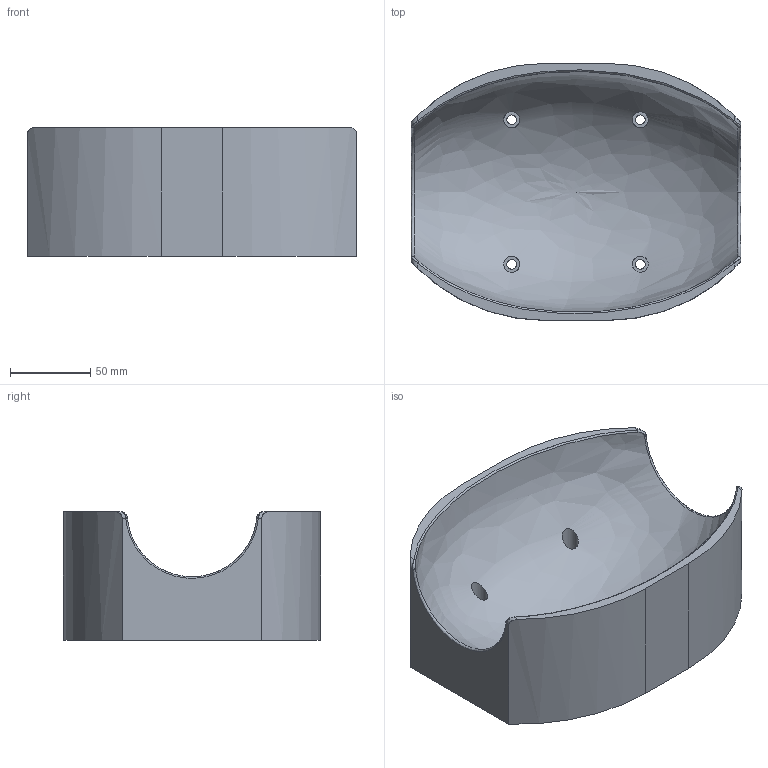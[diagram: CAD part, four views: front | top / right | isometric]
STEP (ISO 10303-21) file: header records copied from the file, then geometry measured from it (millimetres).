
FILE_DESCRIPTION(('FreeCAD Model'),'2;1');
FILE_NAME('CunaV2.step','2020-04-17T11:27:46',('Author'),(''), 'Open CASCADE STEP processor 7.3','FreeCAD','Unknown');
FILE_SCHEMA(('AUTOMOTIVE_DESIGN { 1 0 10303 214 1 1 1 1 }'));
Length unit declared in the file: millimetre
Products named in the file (1): Fillet001
Bounding box: 205 x 160 x 80 mm (x, y, z)
Volume: 946239.4 mm3; surface area: 123007.9 mm2
Topology: 1 solids, 1 shells, 37 faces, 91 edges, 59 vertices
Faces by surface type: cylinder 16, plane 11, bspline 10
Full cylindrical faces by diameter (mm): 6 x4, 10 x4
Entity records: 12508 total; most frequent: CARTESIAN_POINT 10907, DIRECTION 228, ORIENTED_EDGE 180, PCURVE 180, DEFINITIONAL_REPRESENTATION 180, LINE 128, VECTOR 128, EDGE_CURVE 90
